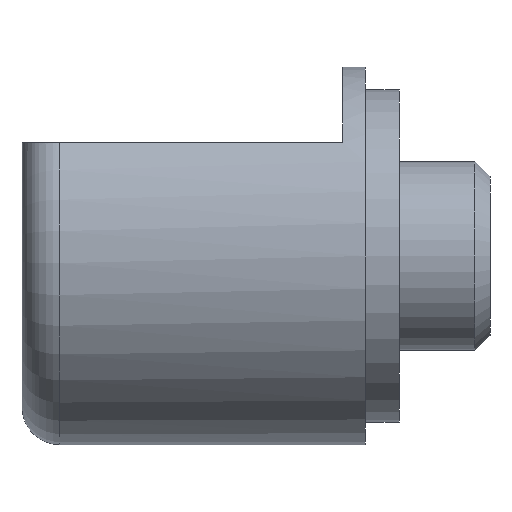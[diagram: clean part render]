
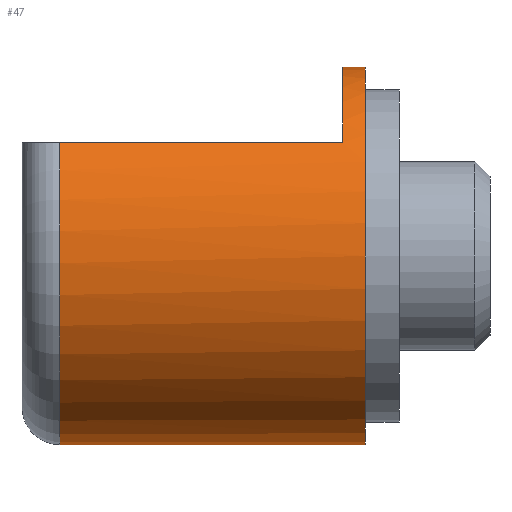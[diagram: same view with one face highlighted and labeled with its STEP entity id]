
A CAD part, left-side view. The second image highlights one B-rep face of the part: STEP entity #47.
In plain terms, the highlighted cylindrical face has radius 2.5 mm (diameter 5 mm), a partial arc.
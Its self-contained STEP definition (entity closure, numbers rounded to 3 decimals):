
#6 = EDGE_CURVE ( 'NONE', #251, #733, #154, .T. ) ;
#40 = EDGE_CURVE ( 'NONE', #204, #251, #248, .T. ) ;
#47 = ADVANCED_FACE ( 'NONE', ( #693 ), #60, .T. ) ;
#56 = ORIENTED_EDGE ( 'NONE', *, *, #363, .T. ) ;
#60 = CYLINDRICAL_SURFACE ( 'NONE', #77, 2.5 ) ;
#77 = AXIS2_PLACEMENT_3D ( 'NONE', #409, #583, #228 ) ;
#79 = ORIENTED_EDGE ( 'NONE', *, *, #6, .F. ) ;
#128 = VERTEX_POINT ( 'NONE', #207 ) ;
#145 = EDGE_LOOP ( 'NONE', ( #79, #365, #665, #148, #56, #399 ) ) ;
#148 = ORIENTED_EDGE ( 'NONE', *, *, #290, .T. ) ;
#154 = LINE ( 'NONE', #575, #534 ) ;
#161 = CARTESIAN_POINT ( 'NONE',  ( 0., 2.45, 0. ) ) ;
#162 = VECTOR ( 'NONE', #397, 1000. ) ;
#164 = CARTESIAN_POINT ( 'NONE',  ( -2., 7., 1.5 ) ) ;
#173 = AXIS2_PLACEMENT_3D ( 'NONE', #161, #392, #629 ) ;
#178 = CIRCLE ( 'NONE', #325, 2.5 ) ;
#204 = VERTEX_POINT ( 'NONE', #229 ) ;
#207 = CARTESIAN_POINT ( 'NONE',  ( -2., 6.5, 1.5 ) ) ;
#228 = DIRECTION ( 'NONE',  ( 0., 0., -1. ) ) ;
#229 = CARTESIAN_POINT ( 'NONE',  ( -2., 2.75, 1.5 ) ) ;
#231 = DIRECTION ( 'NONE',  ( 0., 1., 0. ) ) ;
#234 = AXIS2_PLACEMENT_3D ( 'NONE', #529, #231, #292 ) ;
#242 = EDGE_CURVE ( 'NONE', #128, #204, #328, .T. ) ;
#244 = CIRCLE ( 'NONE', #173, 2.5 ) ;
#248 = CIRCLE ( 'NONE', #234, 2.5 ) ;
#251 = VERTEX_POINT ( 'NONE', #517 ) ;
#256 = DIRECTION ( 'NONE',  ( 0., -1., 0. ) ) ;
#290 = EDGE_CURVE ( 'NONE', #128, #500, #178, .T. ) ;
#292 = DIRECTION ( 'NONE',  ( 0., 0., 1. ) ) ;
#296 = LINE ( 'NONE', #595, #162 ) ;
#305 = CARTESIAN_POINT ( 'NONE',  ( 0., 2.45, 2.5 ) ) ;
#325 = AXIS2_PLACEMENT_3D ( 'NONE', #718, #256, #434 ) ;
#328 = LINE ( 'NONE', #164, #407 ) ;
#363 = EDGE_CURVE ( 'NONE', #500, #592, #296, .T. ) ;
#365 = ORIENTED_EDGE ( 'NONE', *, *, #40, .F. ) ;
#392 = DIRECTION ( 'NONE',  ( 0., -1., 0. ) ) ;
#397 = DIRECTION ( 'NONE',  ( 0., -1., 0. ) ) ;
#399 = ORIENTED_EDGE ( 'NONE', *, *, #518, .F. ) ;
#407 = VECTOR ( 'NONE', #631, 1000. ) ;
#409 = CARTESIAN_POINT ( 'NONE',  ( 0., 7., 0. ) ) ;
#434 = DIRECTION ( 'NONE',  ( 0., 0., 1. ) ) ;
#467 = CARTESIAN_POINT ( 'NONE',  ( 0., 2.45, -2.5 ) ) ;
#473 = DIRECTION ( 'NONE',  ( 0., -1., 0. ) ) ;
#500 = VERTEX_POINT ( 'NONE', #572 ) ;
#517 = CARTESIAN_POINT ( 'NONE',  ( 0., 2.75, 2.5 ) ) ;
#518 = EDGE_CURVE ( 'NONE', #733, #592, #244, .T. ) ;
#529 = CARTESIAN_POINT ( 'NONE',  ( 0., 2.75, 0. ) ) ;
#534 = VECTOR ( 'NONE', #473, 1000. ) ;
#572 = CARTESIAN_POINT ( 'NONE',  ( 0., 6.5, -2.5 ) ) ;
#575 = CARTESIAN_POINT ( 'NONE',  ( 0., 7., 2.5 ) ) ;
#583 = DIRECTION ( 'NONE',  ( 0., -1., 0. ) ) ;
#592 = VERTEX_POINT ( 'NONE', #467 ) ;
#595 = CARTESIAN_POINT ( 'NONE',  ( 0., 7., -2.5 ) ) ;
#629 = DIRECTION ( 'NONE',  ( 0., 0., -1. ) ) ;
#631 = DIRECTION ( 'NONE',  ( 0., -1., 0. ) ) ;
#665 = ORIENTED_EDGE ( 'NONE', *, *, #242, .F. ) ;
#693 = FACE_OUTER_BOUND ( 'NONE', #145, .T. ) ;
#718 = CARTESIAN_POINT ( 'NONE',  ( 0., 6.5, 0. ) ) ;
#733 = VERTEX_POINT ( 'NONE', #305 ) ;
